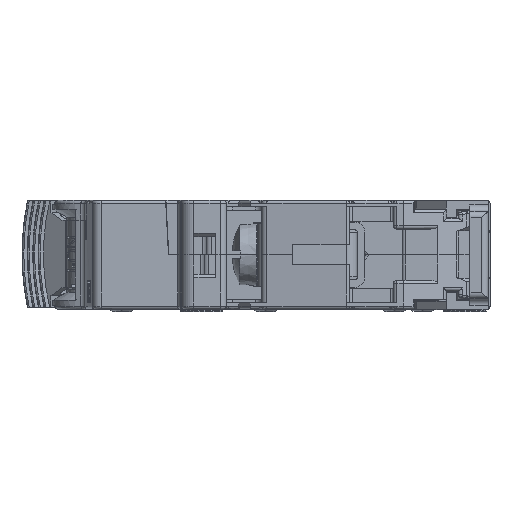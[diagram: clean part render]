
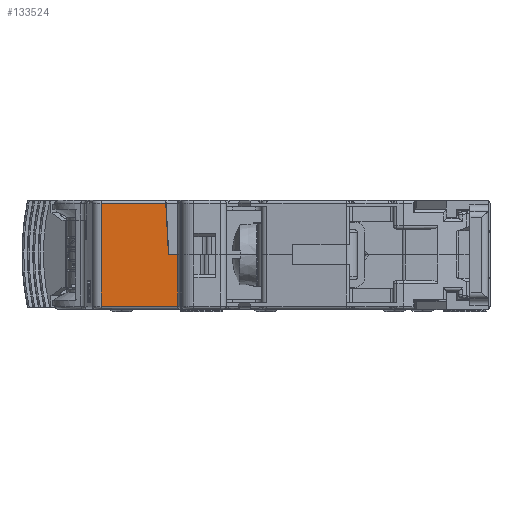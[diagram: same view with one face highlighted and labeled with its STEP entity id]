
A CAD part, left-side view. The second image highlights one B-rep face of the part: STEP entity #133524.
In plain terms, the highlighted planar face has unit normal (-1, 0, 0).
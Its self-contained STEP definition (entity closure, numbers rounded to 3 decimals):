
#95096=DIRECTION('',(0.,1.,0.));
#95097=VECTOR('',#95096,1.45);
#95098=CARTESIAN_POINT('',(-22.5,43.1,8.7));
#95099=LINE('',#95098,#95097);
#95511=DIRECTION('',(0.,-1.,0.));
#95512=VECTOR('',#95511,12.16);
#95513=CARTESIAN_POINT('',(-22.5,55.26,0.5));
#95514=LINE('',#95513,#95512);
#101501=CARTESIAN_POINT('',(-22.5,44.98,
16.9));
#101535=DIRECTION('',(0.,1.,
0.));
#101536=VECTOR('',#101535,10.281);
#101537=CARTESIAN_POINT('',(-22.5,44.98,
16.9));
#101538=LINE('',#101537,#101536);
#101549=DIRECTION('',(0.,-0.052,
-0.999));
#101550=VECTOR('',#101549,8.211);
#101551=CARTESIAN_POINT('',(-22.5,44.98,
16.9));
#101552=LINE('',#101551,#101550);
#101556=DIRECTION('',(0.,0.,-1.));
#101557=VECTOR('',#101556,8.2);
#101558=CARTESIAN_POINT('',(-22.5,43.1,8.7));
#101559=LINE('',#101558,#101557);
#104392=DIRECTION('',(0.,0.,-1.));
#104393=VECTOR('',#104392,16.4);
#104394=CARTESIAN_POINT('',(-22.5,55.26,16.9));
#104395=LINE('',#104394,#104393);
#117591=CARTESIAN_POINT('',(-22.5,43.1,8.7));
#117592=VERTEX_POINT('',#117591);
#117593=CARTESIAN_POINT('',(-22.5,44.55,8.7));
#117594=VERTEX_POINT('',#117593);
#118023=VERTEX_POINT('',#101501);
#118027=CARTESIAN_POINT('',(-22.5,55.26,16.9));
#118028=VERTEX_POINT('',#118027);
#118031=CARTESIAN_POINT('',(-22.5,43.1,0.5));
#118032=VERTEX_POINT('',#118031);
#118033=CARTESIAN_POINT('',(-22.5,55.26,0.5));
#118034=VERTEX_POINT('',#118033);
#133509=CARTESIAN_POINT('',(-22.5,56.588,0.));
#133510=DIRECTION('',(-1.,0.,0.));
#133511=DIRECTION('',(0.,-1.,0.));
#133512=AXIS2_PLACEMENT_3D('',#133509,#133510,#133511);
#133513=PLANE('',#133512);
#133514=ORIENTED_EDGE('',*,*,#133493,.F.);
#133515=ORIENTED_EDGE('',*,*,#133475,.T.);
#133516=ORIENTED_EDGE('',*,*,#126813,.F.);
#133518=ORIENTED_EDGE('',*,*,#133517,.T.);
#133519=ORIENTED_EDGE('',*,*,#127232,.F.);
#133521=ORIENTED_EDGE('',*,*,#133520,.F.);
#133522=EDGE_LOOP('',(#133514,#133515,#133516,#133518,#133519,#133521));
#133523=FACE_OUTER_BOUND('',#133522,.F.);
#126813=EDGE_CURVE('',#117592,#117594,#95099,.T.);
#127232=EDGE_CURVE('',#118034,#118032,#95514,.T.);
#133475=EDGE_CURVE('',#118023,#117594,#101552,.T.);
#133493=EDGE_CURVE('',#118023,#118028,#101538,.T.);
#133517=EDGE_CURVE('',#117592,#118032,#101559,.T.);
#133520=EDGE_CURVE('',#118028,#118034,#104395,.T.);
#133524=ADVANCED_FACE('',(#133523),#133513,.T.);
